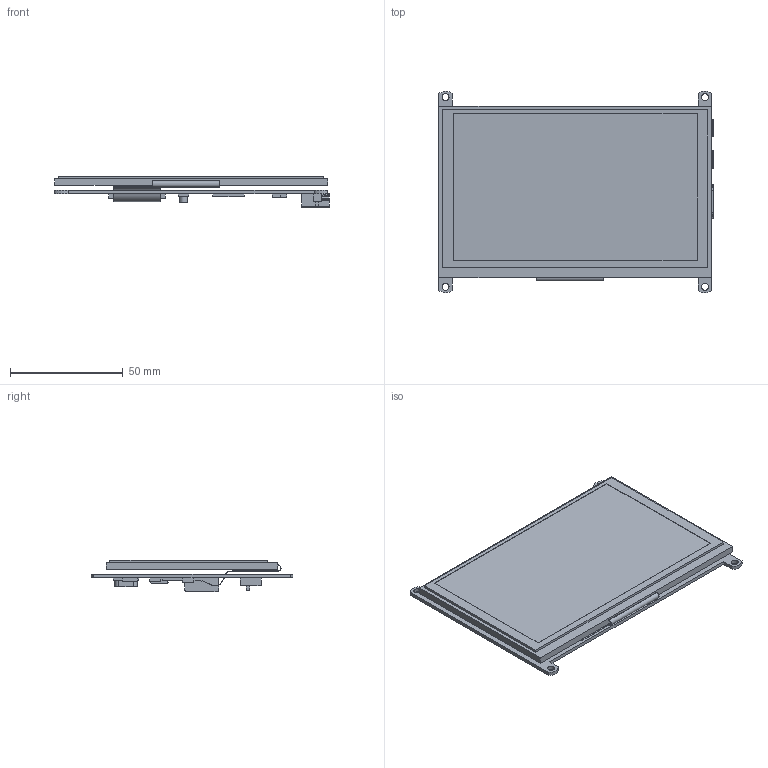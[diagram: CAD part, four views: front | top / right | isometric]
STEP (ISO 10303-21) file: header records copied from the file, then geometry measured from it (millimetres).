
FILE_DESCRIPTION(/* description */ (''),/* implementation_level */ '2;1');
FILE_NAME(/* name */ 'ДИСПЛЭЙ 5 дюймов 800х480.stp',/* time_stamp */ '2023-11-01T20:45:45+03:00',/* author */ (''),/* organization */ (''),/* preprocessor_version */ 'ST-DEVELOPER v16.7',/* originating_system */ 'SIEMENS PLM Software NX 12.0',/* authorisation */ '');
FILE_SCHEMA (('AUTOMOTIVE_DESIGN { 1 0 10303 214 3 1 1 1 }'));
Length unit declared in the file: millimetre
Products named in the file (1): ДИСПЛЭЙ 5 дюймов 
800х480
Bounding box: 121.75 x 89.38 x 14.05 mm (x, y, z)
Volume: 51776.4 mm3; surface area: 43803.4 mm2
Topology: 1 solids, 1 shells, 267 faces, 742 edges, 492 vertices
Faces by surface type: plane 185, cylinder 72, torus 8, bspline 2
Entity records: 8714 total; most frequent: CARTESIAN_POINT 1686, ORIENTED_EDGE 1484, DIRECTION 1428, EDGE_CURVE 742, LINE 560, VECTOR 560, VERTEX_POINT 492, AXIS2_PLACEMENT_3D 434
